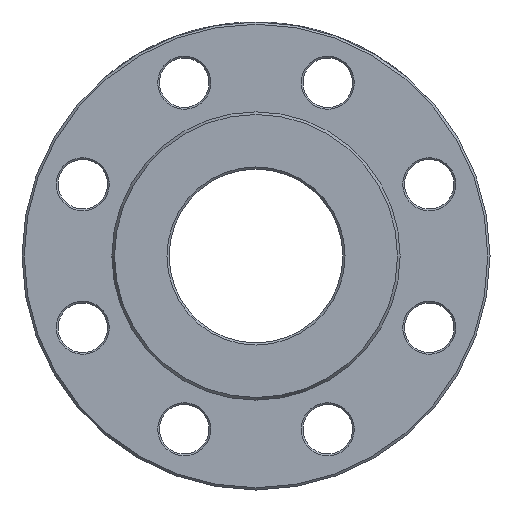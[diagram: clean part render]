
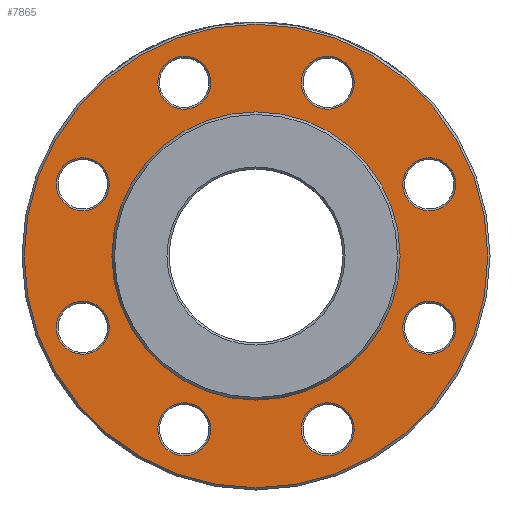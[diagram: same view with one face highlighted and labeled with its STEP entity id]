
A CAD part, left-side view. The second image highlights one B-rep face of the part: STEP entity #7865.
In plain terms, the highlighted planar face has unit normal (-1, 0, 0).
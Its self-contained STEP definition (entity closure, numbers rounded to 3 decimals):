
#4 = DIRECTION ( 'NONE',  ( 0., 0., 1. ) ) ;
#54 = VERTEX_POINT ( 'NONE', #6476 ) ;
#145 = VERTEX_POINT ( 'NONE', #8213 ) ;
#181 = EDGE_CURVE ( 'NONE', #3182, #3182, #6177, .T. ) ;
#185 = DIRECTION ( 'NONE',  ( -1., 0., 0. ) ) ;
#236 = CIRCLE ( 'NONE', #2234, 11.9 ) ;
#303 = DIRECTION ( 'NONE',  ( 1., 0., 0. ) ) ;
#348 = EDGE_LOOP ( 'NONE', ( #4044 ) ) ;
#399 = EDGE_CURVE ( 'NONE', #145, #145, #8042, .T. ) ;
#452 = CARTESIAN_POINT ( 'NONE',  ( 2., 64.655, 0. ) ) ;
#494 = FACE_BOUND ( 'NONE', #2465, .T. ) ;
#513 = ORIENTED_EDGE ( 'NONE', *, *, #8223, .T. ) ;
#669 = VERTEX_POINT ( 'NONE', #6415 ) ;
#803 = VERTEX_POINT ( 'NONE', #3253 ) ;
#921 = DIRECTION ( 'NONE',  ( 1., 0., 0. ) ) ;
#996 = DIRECTION ( 'NONE',  ( 0., -1., 0. ) ) ;
#1043 = FACE_BOUND ( 'NONE', #1775, .T. ) ;
#1114 = ORIENTED_EDGE ( 'NONE', *, *, #3699, .T. ) ;
#1133 = AXIS2_PLACEMENT_3D ( 'NONE', #6625, #921, #996 ) ;
#1333 = EDGE_LOOP ( 'NONE', ( #6471 ) ) ;
#1376 = CARTESIAN_POINT ( 'NONE',  ( 2., 77.744, -44.103 ) ) ;
#1382 = DIRECTION ( 'NONE',  ( 1., 0., 0. ) ) ;
#1623 = DIRECTION ( 'NONE',  ( 0., 0., -1. ) ) ;
#1771 = CARTESIAN_POINT ( 'NONE',  ( 2., 32.203, -77.744 ) ) ;
#1775 = EDGE_LOOP ( 'NONE', ( #7464 ) ) ;
#1854 = EDGE_CURVE ( 'NONE', #2651, #2651, #3544, .T. ) ;
#2006 = CARTESIAN_POINT ( 'NONE',  ( 2., -23.788, 86.159 ) ) ;
#2016 = ORIENTED_EDGE ( 'NONE', *, *, #399, .T. ) ;
#2017 = DIRECTION ( 'NONE',  ( 1., 0., 0. ) ) ;
#2050 = VERTEX_POINT ( 'NONE', #2006 ) ;
#2104 = DIRECTION ( 'NONE',  ( 1., 0., 0. ) ) ;
#2109 = CIRCLE ( 'NONE', #5546, 11.9 ) ;
#2234 = AXIS2_PLACEMENT_3D ( 'NONE', #3323, #5863, #2705 ) ;
#2272 = ORIENTED_EDGE ( 'NONE', *, *, #5093, .T. ) ;
#2299 = FACE_BOUND ( 'NONE', #3754, .T. ) ;
#2465 = EDGE_LOOP ( 'NONE', ( #6211 ) ) ;
#2488 = CIRCLE ( 'NONE', #7803, 64.655 ) ;
#2651 = VERTEX_POINT ( 'NONE', #5078 ) ;
#2705 = DIRECTION ( 'NONE',  ( 0., 0.707, 0.707 ) ) ;
#2772 = CIRCLE ( 'NONE', #4334, 11.9 ) ;
#2956 = EDGE_LOOP ( 'NONE', ( #513 ) ) ;
#3085 = EDGE_CURVE ( 'NONE', #54, #54, #2488, .T. ) ;
#3149 = DIRECTION ( 'NONE',  ( 0., -0.707, -0.707 ) ) ;
#3182 = VERTEX_POINT ( 'NONE', #7672 ) ;
#3253 = CARTESIAN_POINT ( 'NONE',  ( 2., 86.159, 23.788 ) ) ;
#3323 = CARTESIAN_POINT ( 'NONE',  ( 2., -32.203, 77.744 ) ) ;
#3385 = EDGE_LOOP ( 'NONE', ( #2016 ) ) ;
#3544 = CIRCLE ( 'NONE', #7395, 104. ) ;
#3580 = FACE_BOUND ( 'NONE', #3385, .T. ) ;
#3618 = DIRECTION ( 'NONE',  ( 1., 0., 0. ) ) ;
#3665 = CARTESIAN_POINT ( 'NONE',  ( 2., 0., 0. ) ) ;
#3666 = AXIS2_PLACEMENT_3D ( 'NONE', #6744, #303, #8026 ) ;
#3699 = EDGE_CURVE ( 'NONE', #7715, #7715, #3792, .T. ) ;
#3754 = EDGE_LOOP ( 'NONE', ( #2272 ) ) ;
#3792 = CIRCLE ( 'NONE', #4856, 11.9 ) ;
#3912 = VERTEX_POINT ( 'NONE', #6374 ) ;
#3919 = DIRECTION ( 'NONE',  ( 0., 0., -1. ) ) ;
#3934 = CIRCLE ( 'NONE', #6067, 11.9 ) ;
#4044 = ORIENTED_EDGE ( 'NONE', *, *, #5320, .T. ) ;
#4192 = FACE_BOUND ( 'NONE', #348, .T. ) ;
#4269 = FACE_BOUND ( 'NONE', #2956, .T. ) ;
#4334 = AXIS2_PLACEMENT_3D ( 'NONE', #5798, #1382, #3919 ) ;
#4411 = ORIENTED_EDGE ( 'NONE', *, *, #181, .T. ) ;
#4443 = DIRECTION ( 'NONE',  ( -1., 0., 0. ) ) ;
#4711 = DIRECTION ( 'NONE',  ( 0., 1., 0. ) ) ;
#4856 = AXIS2_PLACEMENT_3D ( 'NONE', #7843, #2017, #4711 ) ;
#4862 = PLANE ( 'NONE',  #7807 ) ;
#5078 = CARTESIAN_POINT ( 'NONE',  ( 2., 0., -104. ) ) ;
#5093 = EDGE_CURVE ( 'NONE', #3912, #3912, #6194, .T. ) ;
#5170 = CARTESIAN_POINT ( 'NONE',  ( 2., 0., 0. ) ) ;
#5172 = CARTESIAN_POINT ( 'NONE',  ( 2., 44.103, 77.744 ) ) ;
#5258 = ORIENTED_EDGE ( 'NONE', *, *, #1854, .T. ) ;
#5320 = EDGE_CURVE ( 'NONE', #669, #669, #3934, .T. ) ;
#5546 = AXIS2_PLACEMENT_3D ( 'NONE', #7587, #5806, #5756 ) ;
#5756 = DIRECTION ( 'NONE',  ( 0., 0.707, -0.707 ) ) ;
#5773 = AXIS2_PLACEMENT_3D ( 'NONE', #6466, #2104, #4 ) ;
#5798 = CARTESIAN_POINT ( 'NONE',  ( 2., 77.744, -32.203 ) ) ;
#5804 = DIRECTION ( 'NONE',  ( 0., 0., -1. ) ) ;
#5806 = DIRECTION ( 'NONE',  ( 1., 0., 0. ) ) ;
#5863 = DIRECTION ( 'NONE',  ( 1., 0., 0. ) ) ;
#6067 = AXIS2_PLACEMENT_3D ( 'NONE', #1771, #6842, #3149 ) ;
#6123 = FACE_BOUND ( 'NONE', #7918, .T. ) ;
#6177 = CIRCLE ( 'NONE', #5773, 11.9 ) ;
#6194 = CIRCLE ( 'NONE', #3666, 11.9 ) ;
#6211 = ORIENTED_EDGE ( 'NONE', *, *, #7052, .T. ) ;
#6374 = CARTESIAN_POINT ( 'NONE',  ( 2., -86.159, -23.788 ) ) ;
#6415 = CARTESIAN_POINT ( 'NONE',  ( 2., 23.788, -86.159 ) ) ;
#6466 = CARTESIAN_POINT ( 'NONE',  ( 2., -77.744, 32.203 ) ) ;
#6471 = ORIENTED_EDGE ( 'NONE', *, *, #3085, .F. ) ;
#6476 = CARTESIAN_POINT ( 'NONE',  ( 2., 0., 64.655 ) ) ;
#6625 = CARTESIAN_POINT ( 'NONE',  ( 2., -32.203, -77.744 ) ) ;
#6701 = FACE_BOUND ( 'NONE', #7596, .T. ) ;
#6744 = CARTESIAN_POINT ( 'NONE',  ( 2., -77.744, -32.203 ) ) ;
#6842 = DIRECTION ( 'NONE',  ( 1., 0., 0. ) ) ;
#6854 = FACE_BOUND ( 'NONE', #1333, .T. ) ;
#6900 = EDGE_CURVE ( 'NONE', #2050, #2050, #236, .T. ) ;
#7052 = EDGE_CURVE ( 'NONE', #7078, #7078, #2772, .T. ) ;
#7078 = VERTEX_POINT ( 'NONE', #1376 ) ;
#7395 = AXIS2_PLACEMENT_3D ( 'NONE', #5170, #185, #5804 ) ;
#7464 = ORIENTED_EDGE ( 'NONE', *, *, #6900, .T. ) ;
#7575 = DIRECTION ( 'NONE',  ( 0., 0., 1. ) ) ;
#7587 = CARTESIAN_POINT ( 'NONE',  ( 2., 77.744, 32.203 ) ) ;
#7596 = EDGE_LOOP ( 'NONE', ( #4411 ) ) ;
#7672 = CARTESIAN_POINT ( 'NONE',  ( 2., -77.744, 44.103 ) ) ;
#7715 = VERTEX_POINT ( 'NONE', #5172 ) ;
#7803 = AXIS2_PLACEMENT_3D ( 'NONE', #3665, #4443, #7575 ) ;
#7807 = AXIS2_PLACEMENT_3D ( 'NONE', #452, #3618, #1623 ) ;
#7837 = EDGE_LOOP ( 'NONE', ( #5258 ) ) ;
#7843 = CARTESIAN_POINT ( 'NONE',  ( 2., 32.203, 77.744 ) ) ;
#7865 = ADVANCED_FACE ( 'NONE', ( #4269, #6123, #1043, #6701, #2299, #3580, #4192, #494, #8025, #6854 ), #4862, .F. ) ;
#7918 = EDGE_LOOP ( 'NONE', ( #1114 ) ) ;
#8025 = FACE_OUTER_BOUND ( 'NONE', #7837, .T. ) ;
#8026 = DIRECTION ( 'NONE',  ( 0., -0.707, 0.707 ) ) ;
#8042 = CIRCLE ( 'NONE', #1133, 11.9 ) ;
#8213 = CARTESIAN_POINT ( 'NONE',  ( 2., -44.103, -77.744 ) ) ;
#8223 = EDGE_CURVE ( 'NONE', #803, #803, #2109, .T. ) ;
